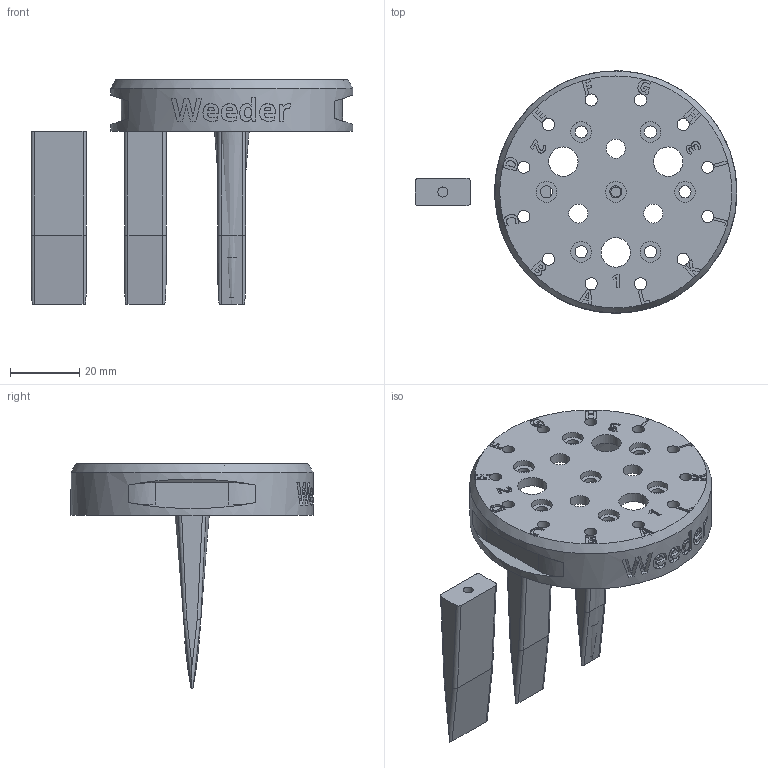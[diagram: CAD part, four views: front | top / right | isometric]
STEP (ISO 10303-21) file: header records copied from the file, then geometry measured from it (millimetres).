
FILE_DESCRIPTION( ( '' ), ' ' );
FILE_NAME( '5a2002e5d332ba1027f09bdf.step', '2017-11-30T13:08:54', ( '' ), ( '' ), ' ', ' ', ' ' );
FILE_SCHEMA( ( 'AUTOMOTIVE_DESIGN { 1 0 10303 214 1 1 1 1 }' ) );
Length unit declared in the file: metre
Products named in the file (5): Weeder Blade (wide); Weeder Blade (medium); Weeder Blade (narrow); Weeder Spike; Weeder
Bounding box: 93 x 70 x 65 mm (x, y, z)
Volume: 26757.1 mm3; surface area: 20592.6 mm2
Topology: 5 solids, 5 shells, 483 faces, 1307 edges, 874 vertices
Faces by surface type: plane 224, extrusion 174, cylinder 75, bspline 5, cone 5
Full cylindrical faces by diameter (mm): 2.9 x4, 3.5 x19, 5.5 x3, 6 x7, 8.5 x3, 70 x1
Entity records: 19735 total; most frequent: CARTESIAN_POINT 4439, ORIENTED_EDGE 2474, DIRECTION 1859, EDGE_CURVE 1237, VECTOR 849, VERTEX_POINT 846, LINE 675, EDGE_LOOP 615
